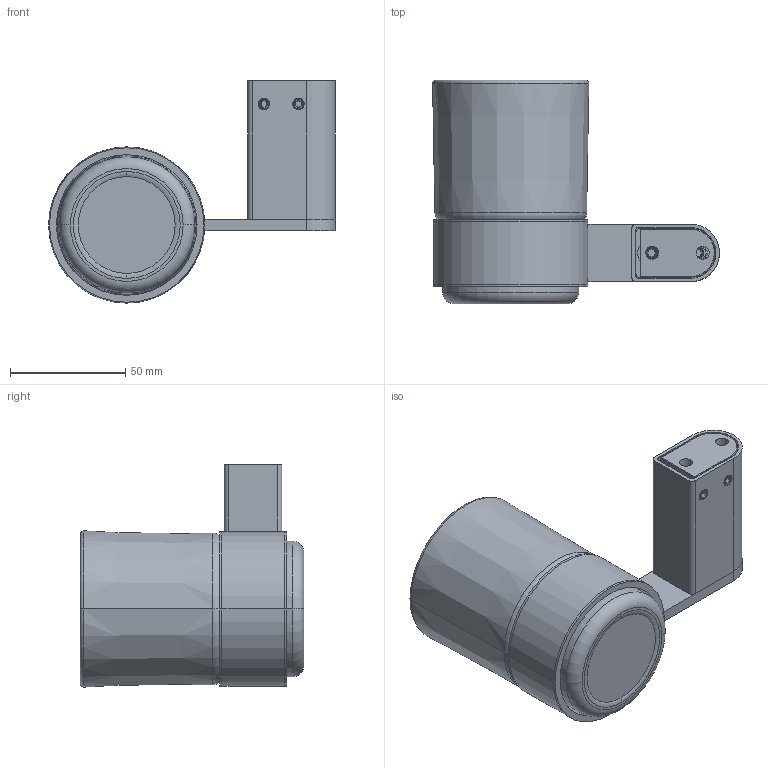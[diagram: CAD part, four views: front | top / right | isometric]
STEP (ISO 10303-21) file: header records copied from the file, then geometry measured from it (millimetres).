
FILE_DESCRIPTION((''),'2;1');
FILE_NAME('BL-93206_ASM','2024-03-11T',('Administrator'),(''),'PRO/ENGINEER BY PARAMETRIC TECHNOLOGY CORPORATION, 2010280','PRO/ENGINEER BY PARAMETRIC TECHNOLOGY CORPORATION, 2010280','');
FILE_SCHEMA(('CONFIG_CONTROL_DESIGN'));
Length unit declared in the file: millimetre
Products named in the file (14): MGC2439WJX; MGC2438WJX; AJC1012_ASM; MGC2204; MJC1040; AJC0743_ASM; BLC0017WXX; BLC0012WXX; MZB0219; BLC0114WXX; BLC0015WXX; SCT0503WXX; JXF0034WXX; BL-93206_ASM
Assembly tree (17 placements, depth 3):
  BL-93206_ASM
    AJC1012_ASM
      MGC2439WJX
      MGC2438WJX
    AJC0743_ASM
      MGC2204
      MJC1040
    BLC0017WXX  x2
    BLC0012WXX  x2
    MZB0219
    BLC0114WXX  x2
    BLC0015WXX  x2
    SCT0503WXX
    JXF0034WXX
Bounding box: 124.39 x 97 x 96.39 mm (x, y, z)
Volume: 124224.4 mm3; surface area: 90905.4 mm2
Topology: 15 solids, 21 shells, 431 faces, 1076 edges, 676 vertices
Faces by surface type: cylinder 201, plane 132, bspline 40, cone 38, torus 16, sphere 4
Entity records: 16951 total; most frequent: CARTESIAN_POINT 9950, ORIENTED_EDGE 1398, DIRECTION 1368, EDGE_CURVE 709, AXIS2_PLACEMENT_3D 514, VERTEX_POINT 448, VECTOR 340, LINE 340
